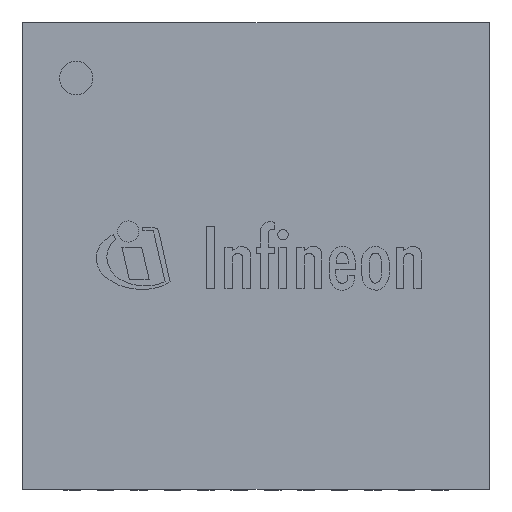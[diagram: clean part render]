
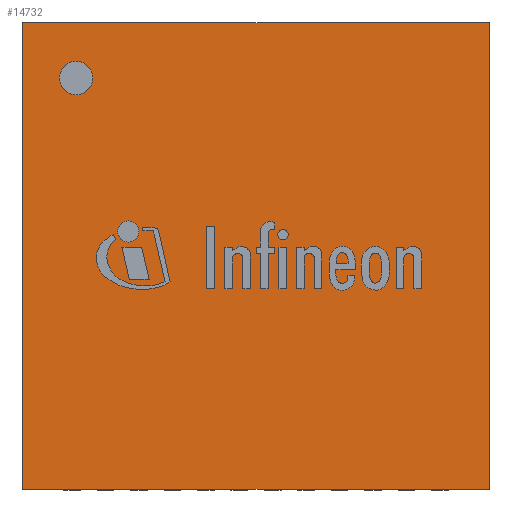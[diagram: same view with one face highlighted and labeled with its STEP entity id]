
A CAD part, top view. The second image highlights one B-rep face of the part: STEP entity #14732.
In plain terms, the highlighted planar face has unit normal (0, 0, 1).
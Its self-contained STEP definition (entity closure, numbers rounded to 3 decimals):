
#73=FACE_BOUND('',#1884,.T.);
#314=PLANE('',#15713);
#1037=FACE_OUTER_BOUND('',#1883,.T.);
#1883=EDGE_LOOP('',(#11277,#11278,#11279,#11280));
#1884=EDGE_LOOP('',(#11281));
#2652=LINE('',#20749,#4531);
#2704=LINE('',#20853,#4583);
#2755=LINE('',#20955,#4634);
#2805=LINE('',#21054,#4684);
#4531=VECTOR('',#16729,1000.);
#4583=VECTOR('',#16783,1000.);
#4634=VECTOR('',#16836,1000.);
#4684=VECTOR('',#16888,1000.);
#6394=CIRCLE('',#15567,0.25);
#6664=VERTEX_POINT('',#20739);
#6667=VERTEX_POINT('',#20746);
#6668=VERTEX_POINT('',#20748);
#6719=VERTEX_POINT('',#20851);
#6769=VERTEX_POINT('',#20953);
#8105=EDGE_CURVE('',#6664,#6664,#6394,.T.);
#8108=EDGE_CURVE('',#6668,#6667,#2652,.T.);
#8160=EDGE_CURVE('',#6667,#6719,#2704,.T.);
#8211=EDGE_CURVE('',#6719,#6769,#2755,.T.);
#8261=EDGE_CURVE('',#6769,#6668,#2805,.T.);
#11277=ORIENTED_EDGE('',*,*,#8108,.T.);
#11278=ORIENTED_EDGE('',*,*,#8160,.T.);
#11279=ORIENTED_EDGE('',*,*,#8211,.T.);
#11280=ORIENTED_EDGE('',*,*,#8261,.T.);
#11281=ORIENTED_EDGE('',*,*,#8105,.F.);
#14732=ADVANCED_FACE('',(#1037,#73),#314,.T.);
#15567=AXIS2_PLACEMENT_3D('',#20741,#16723,#16724);
#15713=AXIS2_PLACEMENT_3D('',#22177,#17742,#17743);
#16723=DIRECTION('center_axis',(0.,0.,1.));
#16724=DIRECTION('ref_axis',(0.,-1.,0.));
#16729=DIRECTION('',(1.,0.,0.));
#16783=DIRECTION('',(0.,1.,0.));
#16836=DIRECTION('',(-1.,0.,0.));
#16888=DIRECTION('',(0.,-1.,0.));
#17742=DIRECTION('center_axis',(0.,0.,1.));
#17743=DIRECTION('ref_axis',(0.,-1.,0.));
#20739=CARTESIAN_POINT('',(-2.69,2.91,0.9));
#20741=CARTESIAN_POINT('Origin',(-2.69,2.66,0.9));
#20746=CARTESIAN_POINT('',(3.49,-3.49,0.9));
#20748=CARTESIAN_POINT('',(-3.49,-3.49,0.9));
#20749=CARTESIAN_POINT('',(3.49,-3.49,0.9));
#20851=CARTESIAN_POINT('',(3.49,3.49,0.9));
#20853=CARTESIAN_POINT('',(3.49,3.49,0.9));
#20953=CARTESIAN_POINT('',(-3.49,3.49,0.9));
#20955=CARTESIAN_POINT('',(3.49,3.49,0.9));
#21054=CARTESIAN_POINT('',(-3.49,3.49,0.9));
#22177=CARTESIAN_POINT('Origin',(0.,0.,0.9));
